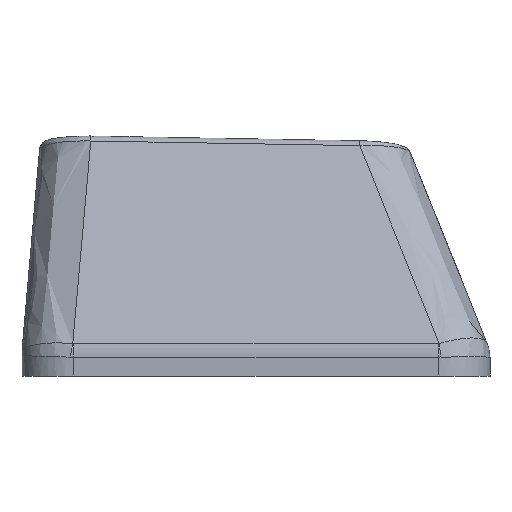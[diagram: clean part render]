
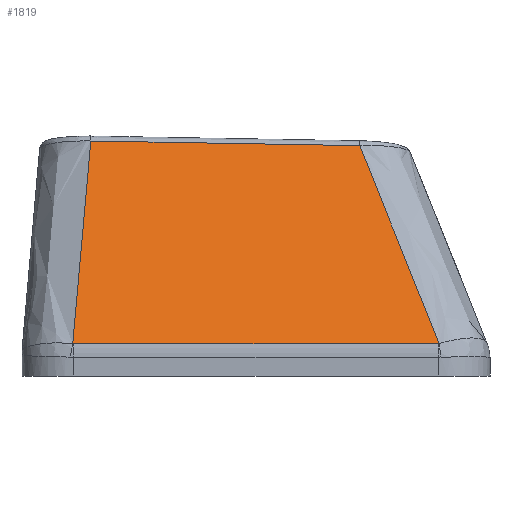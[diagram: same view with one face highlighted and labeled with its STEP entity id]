
A CAD part, left-side view. The second image highlights one B-rep face of the part: STEP entity #1819.
In plain terms, the highlighted free-form (B-spline) face has degree [3, 3] with [4, 4] control points.
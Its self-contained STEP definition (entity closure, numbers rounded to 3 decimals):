
#98=B_SPLINE_SURFACE_WITH_KNOTS('',3,3,((#3822,#3823,#3824,#3825),(#3826,
#3827,#3828,#3829),(#3830,#3831,#3832,#3833),(#3834,#3835,#3836,#3837)),
 .UNSPECIFIED.,.F.,.F.,.F.,(4,4),(4,4),(0.104,0.892),
(0.028,0.97),.UNSPECIFIED.);
#170=FACE_OUTER_BOUND('',#264,.T.);
#264=EDGE_LOOP('',(#1469,#1470,#1471,#1472,#1473,#1474));
#566=B_SPLINE_CURVE_WITH_KNOTS('',3,(#3524,#3525,#3526,#3527),
 .UNSPECIFIED.,.F.,.F.,(4,4),(0.,0.003),
 .UNSPECIFIED.);
#568=B_SPLINE_CURVE_WITH_KNOTS('',3,(#3551,#3552,#3553,#3554),
 .UNSPECIFIED.,.F.,.F.,(4,4),(0.,1.416),.UNSPECIFIED.);
#570=B_SPLINE_CURVE_WITH_KNOTS('',3,(#3578,#3579,#3580,#3581),
 .UNSPECIFIED.,.F.,.F.,(4,4),(0.,0.003),
 .UNSPECIFIED.);
#585=B_SPLINE_CURVE_WITH_KNOTS('',3,(#3839,#3840,#3841,#3842),
 .UNSPECIFIED.,.F.,.F.,(4,4),(0.027,0.904),
 .UNSPECIFIED.);
#586=B_SPLINE_CURVE_WITH_KNOTS('',3,(#3844,#3845,#3846,#3847),
 .UNSPECIFIED.,.F.,.F.,(4,4),(-1.044,0.),
 .UNSPECIFIED.);
#587=B_SPLINE_CURVE_WITH_KNOTS('',3,(#3848,#3849,#3850,#3851),
 .UNSPECIFIED.,.F.,.F.,(4,4),(-0.867,-0.025),
 .UNSPECIFIED.);
#776=VERTEX_POINT('',#3486);
#778=VERTEX_POINT('',#3517);
#780=VERTEX_POINT('',#3544);
#782=VERTEX_POINT('',#3571);
#798=VERTEX_POINT('',#3838);
#799=VERTEX_POINT('',#3843);
#1014=EDGE_CURVE('',#776,#778,#566,.T.);
#1017=EDGE_CURVE('',#778,#780,#568,.T.);
#1020=EDGE_CURVE('',#780,#782,#570,.T.);
#1044=EDGE_CURVE('',#798,#776,#585,.T.);
#1045=EDGE_CURVE('',#799,#798,#586,.T.);
#1046=EDGE_CURVE('',#782,#799,#587,.T.);
#1469=ORIENTED_EDGE('',*,*,#1020,.F.);
#1470=ORIENTED_EDGE('',*,*,#1017,.F.);
#1471=ORIENTED_EDGE('',*,*,#1014,.F.);
#1472=ORIENTED_EDGE('',*,*,#1044,.F.);
#1473=ORIENTED_EDGE('',*,*,#1045,.F.);
#1474=ORIENTED_EDGE('',*,*,#1046,.F.);
#1819=ADVANCED_FACE('',(#170),#98,.T.);
#3486=CARTESIAN_POINT('',(-8.981,-7.107,0.26));
#3517=CARTESIAN_POINT('',(-8.982,-7.081,0.258));
#3524=CARTESIAN_POINT('Ctrl Pts',(-8.981,-7.107,0.26));
#3525=CARTESIAN_POINT('Ctrl Pts',(-8.982,-7.098,0.259));
#3526=CARTESIAN_POINT('Ctrl Pts',(-8.982,-7.089,0.258));
#3527=CARTESIAN_POINT('Ctrl Pts',(-8.982,-7.081,0.258));
#3544=CARTESIAN_POINT('',(-8.986,7.08,0.253));
#3551=CARTESIAN_POINT('Ctrl Pts',(-8.982,-7.081,0.258));
#3552=CARTESIAN_POINT('Ctrl Pts',(-8.984,-2.36,0.256));
#3553=CARTESIAN_POINT('Ctrl Pts',(-8.985,2.36,0.255));
#3554=CARTESIAN_POINT('Ctrl Pts',(-8.986,7.08,0.253));
#3571=CARTESIAN_POINT('',(-8.985,7.111,0.256));
#3578=CARTESIAN_POINT('Ctrl Pts',(-8.986,7.08,0.253));
#3579=CARTESIAN_POINT('Ctrl Pts',(-8.986,7.091,0.253));
#3580=CARTESIAN_POINT('Ctrl Pts',(-8.986,7.101,0.254));
#3581=CARTESIAN_POINT('Ctrl Pts',(-8.985,7.111,0.256));
#3822=CARTESIAN_POINT('Ctrl Pts',(-6.056,-4.415,7.937));
#3823=CARTESIAN_POINT('Ctrl Pts',(-7.033,-5.314,5.374));
#3824=CARTESIAN_POINT('Ctrl Pts',(-8.01,-6.213,2.811));
#3825=CARTESIAN_POINT('Ctrl Pts',(-8.986,-7.111,0.247));
#3826=CARTESIAN_POINT('Ctrl Pts',(-6.056,-0.667,8.));
#3827=CARTESIAN_POINT('Ctrl Pts',(-7.033,-1.235,5.417));
#3828=CARTESIAN_POINT('Ctrl Pts',(-8.01,-1.803,2.833));
#3829=CARTESIAN_POINT('Ctrl Pts',(-8.986,-2.37,0.249));
#3830=CARTESIAN_POINT('Ctrl Pts',(-6.056,3.08,8.063));
#3831=CARTESIAN_POINT('Ctrl Pts',(-7.033,2.844,5.459));
#3832=CARTESIAN_POINT('Ctrl Pts',(-8.01,2.607,2.855));
#3833=CARTESIAN_POINT('Ctrl Pts',(-8.986,2.37,0.251));
#3834=CARTESIAN_POINT('Ctrl Pts',(-6.056,6.828,8.126));
#3835=CARTESIAN_POINT('Ctrl Pts',(-7.033,6.923,5.502));
#3836=CARTESIAN_POINT('Ctrl Pts',(-8.01,7.017,2.878));
#3837=CARTESIAN_POINT('Ctrl Pts',(-8.986,7.111,0.253));
#3838=CARTESIAN_POINT('',(-6.058,-4.026,7.94));
#3839=CARTESIAN_POINT('Ctrl Pts',(-6.058,-4.026,7.94));
#3840=CARTESIAN_POINT('Ctrl Pts',(-7.031,-5.052,5.38));
#3841=CARTESIAN_POINT('Ctrl Pts',(-8.006,-6.079,2.82));
#3842=CARTESIAN_POINT('Ctrl Pts',(-8.981,-7.107,0.26));
#3843=CARTESIAN_POINT('',(-6.056,6.412,8.119));
#3844=CARTESIAN_POINT('Ctrl Pts',(-6.056,6.412,8.119));
#3845=CARTESIAN_POINT('Ctrl Pts',(-6.057,2.933,8.06));
#3846=CARTESIAN_POINT('Ctrl Pts',(-6.057,-0.547,8.));
#3847=CARTESIAN_POINT('Ctrl Pts',(-6.058,-4.026,7.94));
#3848=CARTESIAN_POINT('Ctrl Pts',(-8.985,7.111,0.256));
#3849=CARTESIAN_POINT('Ctrl Pts',(-8.01,6.879,2.877));
#3850=CARTESIAN_POINT('Ctrl Pts',(-7.034,6.646,5.498));
#3851=CARTESIAN_POINT('Ctrl Pts',(-6.056,6.412,8.119));
